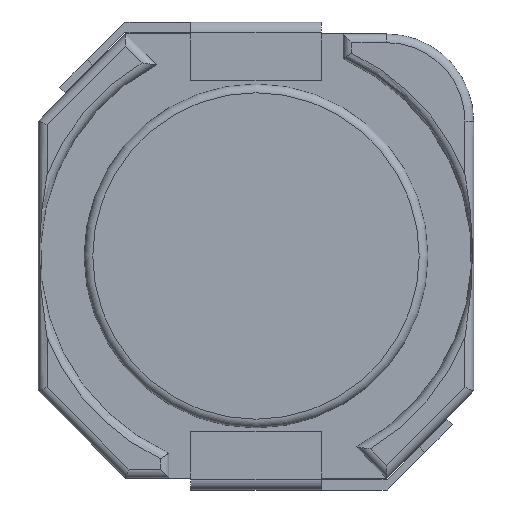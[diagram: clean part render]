
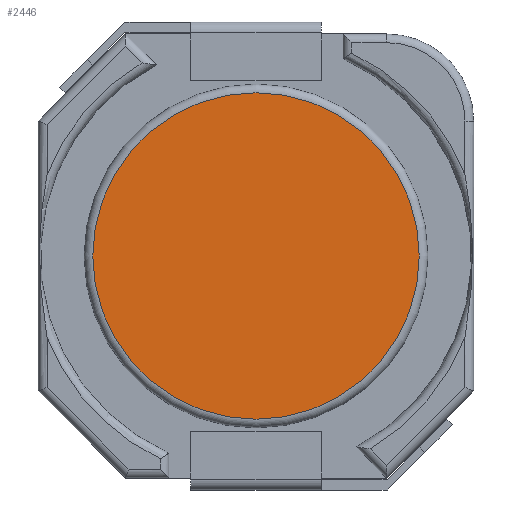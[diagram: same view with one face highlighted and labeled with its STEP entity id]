
A CAD part, front view. The second image highlights one B-rep face of the part: STEP entity #2446.
In plain terms, the highlighted planar face has unit normal (0, -1, 0).
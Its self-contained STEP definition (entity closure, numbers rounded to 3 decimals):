
#272 = ORIENTED_EDGE ( 'NONE', *, *, #2749, .T. ) ;
#340 = AXIS2_PLACEMENT_3D ( 'NONE', #3715, #1257, #6103 ) ;
#948 = AXIS2_PLACEMENT_3D ( 'NONE', #5812, #3499, #2921 ) ;
#1257 = DIRECTION ( 'NONE',  ( 0., -1., 0. ) ) ;
#1641 = FACE_OUTER_BOUND ( 'NONE', #2499, .T. ) ;
#1825 = CIRCLE ( 'NONE', #340, 3.75 ) ;
#2306 = PLANE ( 'NONE',  #948 ) ;
#2446 = ADVANCED_FACE ( 'NONE', ( #1641 ), #2306, .F. ) ;
#2499 = EDGE_LOOP ( 'NONE', ( #272 ) ) ;
#2749 = EDGE_CURVE ( 'NONE', #5757, #5757, #1825, .T. ) ;
#2921 = DIRECTION ( 'NONE',  ( 0., 0., 1. ) ) ;
#3475 = CARTESIAN_POINT ( 'NONE',  ( 0., 0., 3.75 ) ) ;
#3499 = DIRECTION ( 'NONE',  ( 0., 1., 0. ) ) ;
#3715 = CARTESIAN_POINT ( 'NONE',  ( 0., 0., 0. ) ) ;
#5757 = VERTEX_POINT ( 'NONE', #3475 ) ;
#5812 = CARTESIAN_POINT ( 'NONE',  ( 3., 0., 3.1 ) ) ;
#6103 = DIRECTION ( 'NONE',  ( 0., 0., 1. ) ) ;
